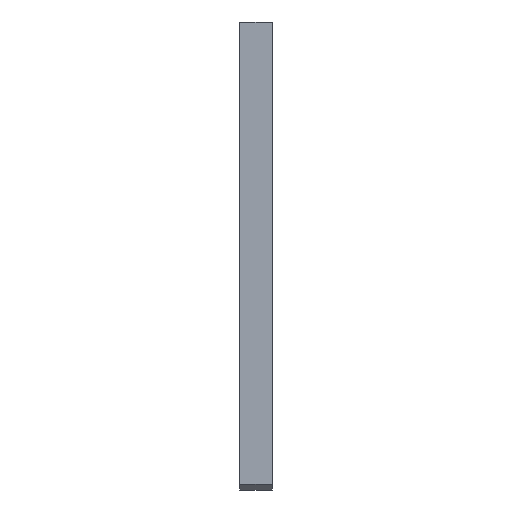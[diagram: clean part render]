
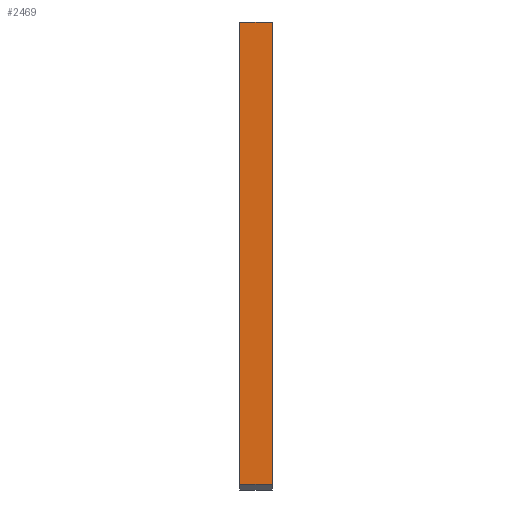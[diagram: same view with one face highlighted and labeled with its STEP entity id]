
A CAD part, left-side view. The second image highlights one B-rep face of the part: STEP entity #2469.
In plain terms, the highlighted planar face has unit normal (-1, 0, 0).
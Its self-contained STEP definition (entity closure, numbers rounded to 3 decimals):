
#7 = LINE ( 'NONE', #844, #2620 ) ;
#25 = CARTESIAN_POINT ( 'NONE',  ( -21., 3., 20. ) ) ;
#110 = CARTESIAN_POINT ( 'NONE',  ( -21., 5.7, 20. ) ) ;
#268 = DIRECTION ( 'NONE',  ( 1., 0., 0. ) ) ;
#379 = VERTEX_POINT ( 'NONE', #572 ) ;
#399 = CARTESIAN_POINT ( 'NONE',  ( -21., 5.7, 0. ) ) ;
#452 = DIRECTION ( 'NONE',  ( 0., -1., 0. ) ) ;
#572 = CARTESIAN_POINT ( 'NONE',  ( -21., 5.7, -60.5 ) ) ;
#586 = AXIS2_PLACEMENT_3D ( 'NONE', #2605, #268, #2391 ) ;
#721 = ORIENTED_EDGE ( 'NONE', *, *, #1618, .F. ) ;
#725 = VERTEX_POINT ( 'NONE', #110 ) ;
#839 = LINE ( 'NONE', #399, #2071 ) ;
#844 = CARTESIAN_POINT ( 'NONE',  ( -21., 0., -61.5 ) ) ;
#979 = ORIENTED_EDGE ( 'NONE', *, *, #1310, .F. ) ;
#1030 = DIRECTION ( 'NONE',  ( 0., -1., 0. ) ) ;
#1278 = LINE ( 'NONE', #25, #1356 ) ;
#1310 = EDGE_CURVE ( 'NONE', #725, #1731, #1278, .T. ) ;
#1356 = VECTOR ( 'NONE', #1030, 1000. ) ;
#1458 = CARTESIAN_POINT ( 'NONE',  ( -21., 0., -60.5 ) ) ;
#1467 = DIRECTION ( 'NONE',  ( 0., 0., 1. ) ) ;
#1548 = LINE ( 'NONE', #2345, #2033 ) ;
#1618 = EDGE_CURVE ( 'NONE', #379, #725, #839, .T. ) ;
#1718 = FACE_OUTER_BOUND ( 'NONE', #1751, .T. ) ;
#1731 = VERTEX_POINT ( 'NONE', #2556 ) ;
#1748 = PLANE ( 'NONE',  #586 ) ;
#1751 = EDGE_LOOP ( 'NONE', ( #721, #2524, #2258, #979 ) ) ;
#1774 = EDGE_CURVE ( 'NONE', #379, #2354, #1548, .T. ) ;
#2033 = VECTOR ( 'NONE', #452, 1000. ) ;
#2071 = VECTOR ( 'NONE', #1467, 1000. ) ;
#2258 = ORIENTED_EDGE ( 'NONE', *, *, #2408, .T. ) ;
#2345 = CARTESIAN_POINT ( 'NONE',  ( -21., 3., -60.5 ) ) ;
#2354 = VERTEX_POINT ( 'NONE', #1458 ) ;
#2391 = DIRECTION ( 'NONE',  ( 0., 0., -1. ) ) ;
#2408 = EDGE_CURVE ( 'NONE', #2354, #1731, #7, .T. ) ;
#2469 = ADVANCED_FACE ( 'NONE', ( #1718 ), #1748, .F. ) ;
#2524 = ORIENTED_EDGE ( 'NONE', *, *, #1774, .T. ) ;
#2549 = DIRECTION ( 'NONE',  ( 0., 0., 1. ) ) ;
#2556 = CARTESIAN_POINT ( 'NONE',  ( -21., 0., 20. ) ) ;
#2605 = CARTESIAN_POINT ( 'NONE',  ( -21., 3., -61.5 ) ) ;
#2620 = VECTOR ( 'NONE', #2549, 1000. ) ;
